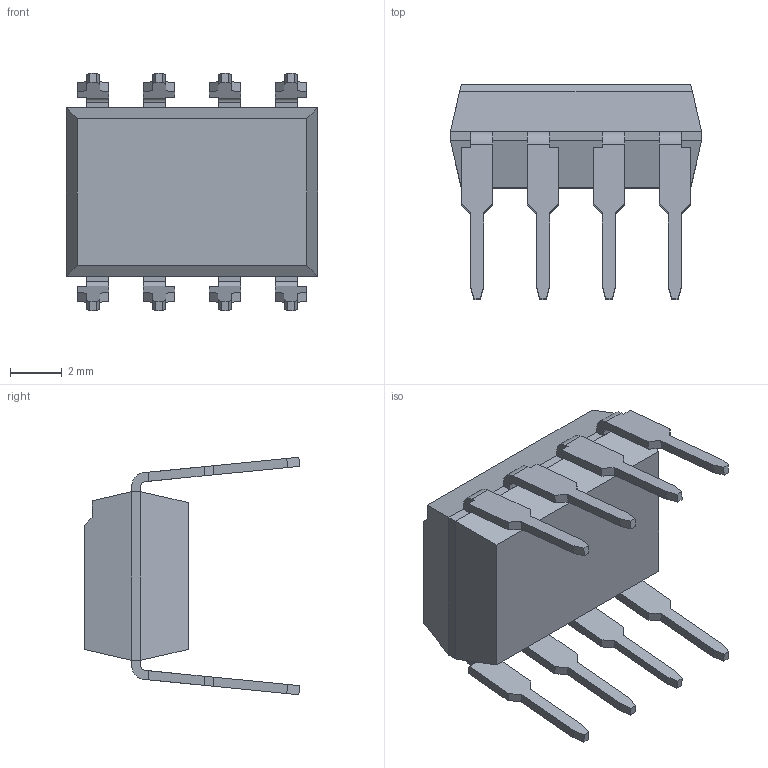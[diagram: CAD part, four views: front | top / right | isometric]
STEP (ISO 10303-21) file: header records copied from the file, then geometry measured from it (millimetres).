
FILE_DESCRIPTION (( 'STEP AP214' ), '1' );
FILE_NAME ('6N137.STEP', '2020-07-05T00:54:10', ( '' ), ( '' ), 'SwSTEP 2.0', 'SolidWorks 2017', '' );
FILE_SCHEMA (( 'AUTOMOTIVE_DESIGN' ));
Length unit declared in the file: millimetre
Products named in the file (1): 6N137
Bounding box: 9.68 x 8.3 x 9.15 mm (x, y, z)
Volume: 240.3 mm3; surface area: 351.5 mm2
Topology: 9 solids, 9 shells, 160 faces, 418 edges, 276 vertices
Faces by surface type: plane 144, cylinder 16
Entity records: 4936 total; most frequent: CARTESIAN_POINT 855, ORIENTED_EDGE 836, DIRECTION 772, EDGE_CURVE 418, LINE 386, VECTOR 386, VERTEX_POINT 276, AXIS2_PLACEMENT_3D 193
